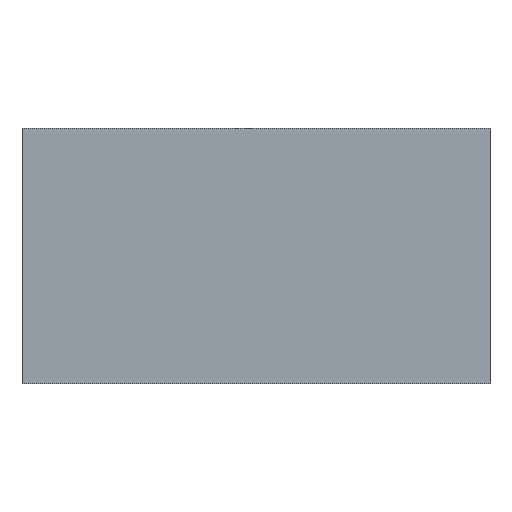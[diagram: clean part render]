
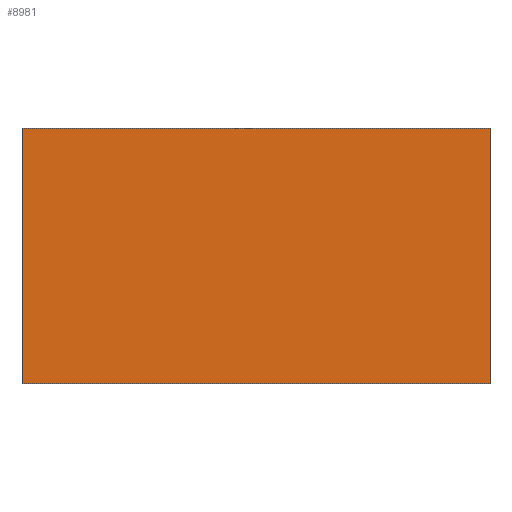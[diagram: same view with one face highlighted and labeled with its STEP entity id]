
A CAD part, left-side view. The second image highlights one B-rep face of the part: STEP entity #8981.
In plain terms, the highlighted planar face has unit normal (-1, 0, 0).
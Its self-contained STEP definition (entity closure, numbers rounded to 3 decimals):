
#1060=FACE_OUTER_BOUND('',#1560,.T.);
#1560=EDGE_LOOP('',(#7822,#7823,#7824,#7825));
#1931=LINE('',#13351,#2811);
#2347=LINE('',#14373,#3227);
#2470=LINE('',#15201,#3350);
#2471=LINE('',#15202,#3351);
#2811=VECTOR('',#10070,10.);
#3227=VECTOR('',#10796,10.);
#3350=VECTOR('',#11459,10.);
#3351=VECTOR('',#11460,10.);
#3670=VERTEX_POINT('',#13344);
#3673=VERTEX_POINT('',#13349);
#3971=VERTEX_POINT('',#14370);
#3972=VERTEX_POINT('',#14372);
#4685=EDGE_CURVE('',#3670,#3673,#1931,.T.);
#5125=EDGE_CURVE('',#3971,#3972,#2347,.T.);
#5436=EDGE_CURVE('',#3971,#3670,#2470,.T.);
#5437=EDGE_CURVE('',#3972,#3673,#2471,.T.);
#7822=ORIENTED_EDGE('',*,*,#5436,.T.);
#7823=ORIENTED_EDGE('',*,*,#4685,.T.);
#7824=ORIENTED_EDGE('',*,*,#5437,.F.);
#7825=ORIENTED_EDGE('',*,*,#5125,.F.);
#8180=PLANE('',#9525);
#8981=ADVANCED_FACE('',(#1060),#8180,.T.);
#9525=AXIS2_PLACEMENT_3D('',#15200,#11457,#11458);
#10070=DIRECTION('',(0.,0.,1.));
#10796=DIRECTION('',(0.,0.,1.));
#11457=DIRECTION('center_axis',(-1.,0.,0.));
#11458=DIRECTION('ref_axis',(0.,-1.,0.));
#11459=DIRECTION('',(0.,-1.,0.));
#11460=DIRECTION('',(0.,-1.,0.));
#13344=CARTESIAN_POINT('',(0.,0.,0.));
#13349=CARTESIAN_POINT('',(0.,0.,76.2));
#13351=CARTESIAN_POINT('',(0.,0.,0.));
#14370=CARTESIAN_POINT('',(0.,139.7,0.));
#14372=CARTESIAN_POINT('',(0.,139.7,76.2));
#14373=CARTESIAN_POINT('',(0.,139.7,0.));
#15200=CARTESIAN_POINT('Origin',(0.,139.7,0.));
#15201=CARTESIAN_POINT('',(0.,139.7,0.));
#15202=CARTESIAN_POINT('',(0.,139.7,76.2));
